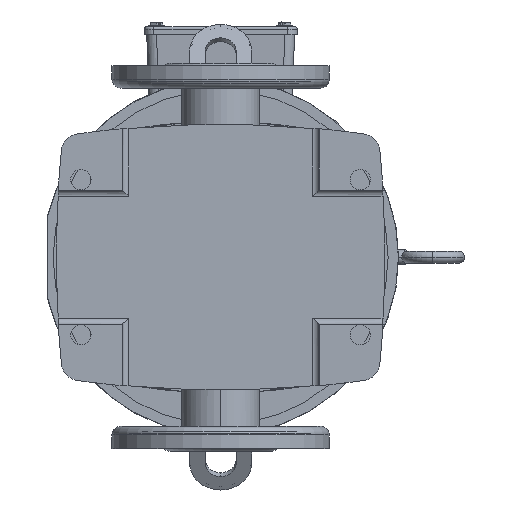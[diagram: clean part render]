
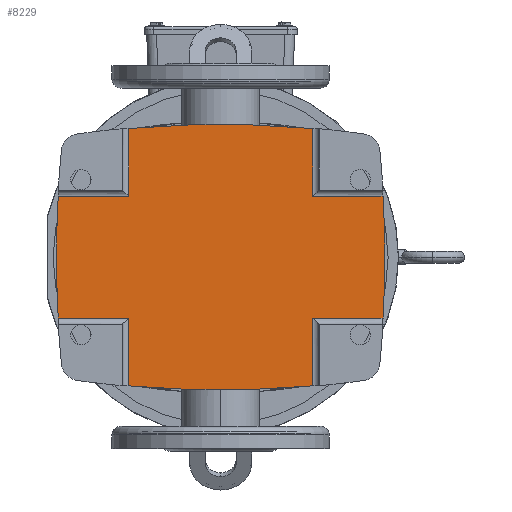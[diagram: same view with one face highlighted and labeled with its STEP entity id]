
A CAD part, front view. The second image highlights one B-rep face of the part: STEP entity #8229.
In plain terms, the highlighted planar face has unit normal (0, -1, 0).
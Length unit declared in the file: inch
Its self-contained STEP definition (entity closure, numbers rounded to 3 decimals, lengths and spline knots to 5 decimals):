
#222 = EDGE_CURVE ( 'NONE', #45331, #64933, #60056, .T. ) ;
#855 = DIRECTION ( 'NONE',  ( 0., 0., 1. ) ) ;
#880 = DIRECTION ( 'NONE',  ( 1., 0., 0. ) ) ;
#906 = ORIENTED_EDGE ( 'NONE', *, *, #2454, .T. ) ;
#2454 = EDGE_CURVE ( 'NONE', #26404, #13355, #39889, .T. ) ;
#2518 = LINE ( 'NONE', #49511, #12982 ) ;
#3668 = LINE ( 'NONE', #24152, #50375 ) ;
#4925 = CIRCLE ( 'NONE', #58251, 27.26527 ) ;
#5220 = VERTEX_POINT ( 'NONE', #26669 ) ;
#5222 = CARTESIAN_POINT ( 'NONE',  ( -3.26434, 0.19685, -2.33625 ) ) ;
#5371 = LINE ( 'NONE', #58945, #21554 ) ;
#7169 = DIRECTION ( 'NONE',  ( 1., 0., 0. ) ) ;
#7976 = CARTESIAN_POINT ( 'NONE',  ( 0., 0.19685, 23.10236 ) ) ;
#8229 = ADVANCED_FACE ( 'NONE', ( #16481 ), #69706, .F. ) ;
#8786 = ORIENTED_EDGE ( 'NONE', *, *, #15914, .F. ) ;
#9383 = DIRECTION ( 'NONE',  ( 1., 0., 0. ) ) ;
#9402 = CARTESIAN_POINT ( 'NONE',  ( -3.26434, 0.19685, 2.33625 ) ) ;
#10322 = CARTESIAN_POINT ( 'NONE',  ( 0., 0.19685, -23.10236 ) ) ;
#11329 = VERTEX_POINT ( 'NONE', #47588 ) ;
#12508 = VECTOR ( 'NONE', #880, 39.37008 ) ;
#12624 = EDGE_CURVE ( 'NONE', #22337, #25230, #5371, .T. ) ;
#12982 = VECTOR ( 'NONE', #7169, 39.37008 ) ;
#13346 = CARTESIAN_POINT ( 'NONE',  ( -4.59646, 0.19685, 2.33625 ) ) ;
#13355 = VERTEX_POINT ( 'NONE', #22936 ) ;
#15071 = VECTOR ( 'NONE', #9383, 39.37008 ) ;
#15277 = CIRCLE ( 'NONE', #61500, 26.47079 ) ;
#15914 = EDGE_CURVE ( 'NONE', #49212, #73465, #2518, .T. ) ;
#16356 = AXIS2_PLACEMENT_3D ( 'NONE', #39947, #52164, #52425 ) ;
#16481 = FACE_OUTER_BOUND ( 'NONE', #32999, .T. ) ;
#18403 = ORIENTED_EDGE ( 'NONE', *, *, #50498, .T. ) ;
#19334 = CARTESIAN_POINT ( 'NONE',  ( 1.54265, 0.19685, -4.59646 ) ) ;
#19835 = EDGE_CURVE ( 'NONE', #5220, #61397, #77314, .T. ) ;
#21523 = AXIS2_PLACEMENT_3D ( 'NONE', #54629, #25294, #30412 ) ;
#21554 = VECTOR ( 'NONE', #77261, 39.37008 ) ;
#22337 = VERTEX_POINT ( 'NONE', #5222 ) ;
#22565 = DIRECTION ( 'NONE',  ( 0., -1., 0. ) ) ;
#22936 = CARTESIAN_POINT ( 'NONE',  ( 3.26434, 0.19685, -2.33625 ) ) ;
#23661 = CARTESIAN_POINT ( 'NONE',  ( 0., 0.19685, 23.10236 ) ) ;
#24152 = CARTESIAN_POINT ( 'NONE',  ( -1.54265, 0.19685, -4.59646 ) ) ;
#24347 = EDGE_CURVE ( 'NONE', #49212, #72080, #69491, .T. ) ;
#25230 = VERTEX_POINT ( 'NONE', #31568 ) ;
#25294 = DIRECTION ( 'NONE',  ( 0., -1., 0. ) ) ;
#25301 = DIRECTION ( 'NONE',  ( 0., 0., 1. ) ) ;
#26066 = EDGE_CURVE ( 'NONE', #64933, #37377, #3668, .T. ) ;
#26077 = CARTESIAN_POINT ( 'NONE',  ( 1.54265, 0.19685, 4.11924 ) ) ;
#26404 = VERTEX_POINT ( 'NONE', #28101 ) ;
#26669 = CARTESIAN_POINT ( 'NONE',  ( 0., 0.19685, -4.16291 ) ) ;
#27126 = DIRECTION ( 'NONE',  ( 0., 0., 1. ) ) ;
#27212 = CARTESIAN_POINT ( 'NONE',  ( 1.54265, 0.19685, -4.59646 ) ) ;
#27432 = ORIENTED_EDGE ( 'NONE', *, *, #35273, .F. ) ;
#28101 = CARTESIAN_POINT ( 'NONE',  ( 1.54265, 0.19685, -2.33625 ) ) ;
#29011 = VECTOR ( 'NONE', #855, 39.37008 ) ;
#30412 = DIRECTION ( 'NONE',  ( 0., 0., 1. ) ) ;
#31353 = CIRCLE ( 'NONE', #76921, 27.26527 ) ;
#31568 = CARTESIAN_POINT ( 'NONE',  ( -1.54265, 0.19685, -2.33625 ) ) ;
#32213 = CIRCLE ( 'NONE', #16356, 26.47079 ) ;
#32999 = EDGE_LOOP ( 'NONE', ( #33541, #69097, #74198, #77060, #53146, #63663, #53756, #34325, #906, #27432, #8786, #58531, #57212, #18403 ) ) ;
#33373 = AXIS2_PLACEMENT_3D ( 'NONE', #23661, #54579, #35474 ) ;
#33541 = ORIENTED_EDGE ( 'NONE', *, *, #26066, .F. ) ;
#34100 = DIRECTION ( 'NONE',  ( 0., 0., 1. ) ) ;
#34182 = DIRECTION ( 'NONE',  ( 0., 0., 1. ) ) ;
#34325 = ORIENTED_EDGE ( 'NONE', *, *, #41938, .T. ) ;
#35031 = CARTESIAN_POINT ( 'NONE',  ( -1.54265, 0.19685, 4.11924 ) ) ;
#35273 = EDGE_CURVE ( 'NONE', #73465, #13355, #15277, .T. ) ;
#35474 = DIRECTION ( 'NONE',  ( 0., 0., 1. ) ) ;
#36822 = CARTESIAN_POINT ( 'NONE',  ( -23.10315, 0.19685, 0. ) ) ;
#37377 = VERTEX_POINT ( 'NONE', #35031 ) ;
#37934 = CARTESIAN_POINT ( 'NONE',  ( 1.54265, 0.19685, -4.11924 ) ) ;
#39889 = LINE ( 'NONE', #45912, #15071 ) ;
#39947 = CARTESIAN_POINT ( 'NONE',  ( 23.10315, 0.19685, 0. ) ) ;
#40040 = VERTEX_POINT ( 'NONE', #37934 ) ;
#41938 = EDGE_CURVE ( 'NONE', #40040, #26404, #59349, .T. ) ;
#45331 = VERTEX_POINT ( 'NONE', #9402 ) ;
#45912 = CARTESIAN_POINT ( 'NONE',  ( -4.59646, 0.19685, -2.33625 ) ) ;
#47588 = CARTESIAN_POINT ( 'NONE',  ( 0., 0.19685, 4.16291 ) ) ;
#48014 = EDGE_CURVE ( 'NONE', #61397, #25230, #64148, .T. ) ;
#49212 = VERTEX_POINT ( 'NONE', #69496 ) ;
#49511 = CARTESIAN_POINT ( 'NONE',  ( -4.59646, 0.19685, 2.33625 ) ) ;
#50375 = VECTOR ( 'NONE', #65664, 39.37008 ) ;
#50498 = EDGE_CURVE ( 'NONE', #11329, #37377, #50627, .T. ) ;
#50587 = VECTOR ( 'NONE', #34182, 39.37008 ) ;
#50627 = CIRCLE ( 'NONE', #21523, 27.26527 ) ;
#50718 = EDGE_CURVE ( 'NONE', #72080, #11329, #4925, .T. ) ;
#51350 = DIRECTION ( 'NONE',  ( 0., 1., 0. ) ) ;
#51423 = DIRECTION ( 'NONE',  ( 0., 1., 0. ) ) ;
#52164 = DIRECTION ( 'NONE',  ( 0., -1., 0. ) ) ;
#52425 = DIRECTION ( 'NONE',  ( 0., 0., 1. ) ) ;
#53146 = ORIENTED_EDGE ( 'NONE', *, *, #48014, .F. ) ;
#53756 = ORIENTED_EDGE ( 'NONE', *, *, #61342, .F. ) ;
#54579 = DIRECTION ( 'NONE',  ( 0., 1., 0. ) ) ;
#54629 = CARTESIAN_POINT ( 'NONE',  ( 0., 0.19685, -23.10236 ) ) ;
#56483 = VECTOR ( 'NONE', #68020, 39.37008 ) ;
#57212 = ORIENTED_EDGE ( 'NONE', *, *, #50718, .T. ) ;
#57250 = AXIS2_PLACEMENT_3D ( 'NONE', #69967, #51423, #64393 ) ;
#58251 = AXIS2_PLACEMENT_3D ( 'NONE', #10322, #22565, #34100 ) ;
#58531 = ORIENTED_EDGE ( 'NONE', *, *, #24347, .T. ) ;
#58945 = CARTESIAN_POINT ( 'NONE',  ( -4.59646, 0.19685, -2.33625 ) ) ;
#59349 = LINE ( 'NONE', #19334, #56483 ) ;
#60056 = LINE ( 'NONE', #13346, #12508 ) ;
#60165 = CARTESIAN_POINT ( 'NONE',  ( 3.26434, 0.19685, 2.33625 ) ) ;
#61342 = EDGE_CURVE ( 'NONE', #40040, #5220, #31353, .T. ) ;
#61397 = VERTEX_POINT ( 'NONE', #63046 ) ;
#61500 = AXIS2_PLACEMENT_3D ( 'NONE', #36822, #68380, #25301 ) ;
#62433 = EDGE_CURVE ( 'NONE', #45331, #22337, #32213, .T. ) ;
#63046 = CARTESIAN_POINT ( 'NONE',  ( -1.54265, 0.19685, -4.11924 ) ) ;
#63663 = ORIENTED_EDGE ( 'NONE', *, *, #19835, .F. ) ;
#64148 = LINE ( 'NONE', #67846, #29011 ) ;
#64393 = DIRECTION ( 'NONE',  ( 0., 0., 1. ) ) ;
#64933 = VERTEX_POINT ( 'NONE', #76152 ) ;
#65664 = DIRECTION ( 'NONE',  ( 0., 0., 1. ) ) ;
#67846 = CARTESIAN_POINT ( 'NONE',  ( -1.54265, 0.19685, -4.59646 ) ) ;
#68020 = DIRECTION ( 'NONE',  ( 0., 0., 1. ) ) ;
#68380 = DIRECTION ( 'NONE',  ( 0., 1., 0. ) ) ;
#69097 = ORIENTED_EDGE ( 'NONE', *, *, #222, .F. ) ;
#69491 = LINE ( 'NONE', #27212, #50587 ) ;
#69496 = CARTESIAN_POINT ( 'NONE',  ( 1.54265, 0.19685, 2.33625 ) ) ;
#69706 = PLANE ( 'NONE',  #57250 ) ;
#69967 = CARTESIAN_POINT ( 'NONE',  ( -1.54265, 0.19685, -4.59646 ) ) ;
#72080 = VERTEX_POINT ( 'NONE', #26077 ) ;
#73465 = VERTEX_POINT ( 'NONE', #60165 ) ;
#74198 = ORIENTED_EDGE ( 'NONE', *, *, #62433, .T. ) ;
#76152 = CARTESIAN_POINT ( 'NONE',  ( -1.54265, 0.19685, 2.33625 ) ) ;
#76921 = AXIS2_PLACEMENT_3D ( 'NONE', #7976, #51350, #27126 ) ;
#77060 = ORIENTED_EDGE ( 'NONE', *, *, #12624, .T. ) ;
#77261 = DIRECTION ( 'NONE',  ( 1., 0., 0. ) ) ;
#77314 = CIRCLE ( 'NONE', #33373, 27.26527 ) ;
